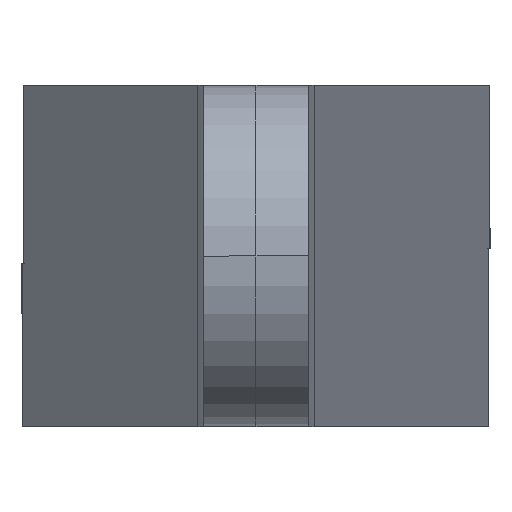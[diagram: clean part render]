
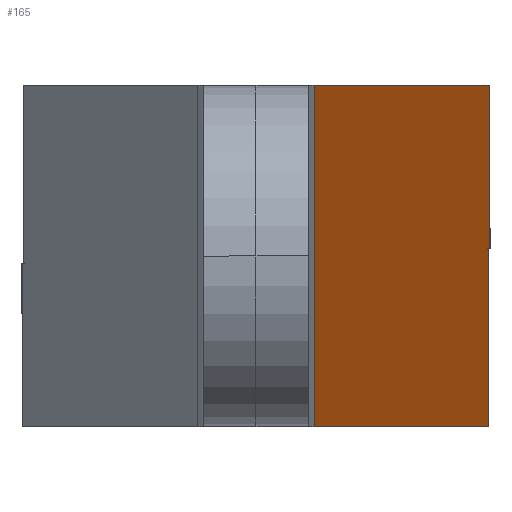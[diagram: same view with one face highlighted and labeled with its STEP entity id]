
A CAD part, front view. The second image highlights one B-rep face of the part: STEP entity #165.
In plain terms, the highlighted planar face has unit normal (0.997, -0.082, 0).
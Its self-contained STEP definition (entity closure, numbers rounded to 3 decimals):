
#65 = CARTESIAN_POINT ( 'NONE',  ( 10.146, -0.836, 0. ) ) ;
#72 = CARTESIAN_POINT ( 'NONE',  ( 10.146, -0.836, 9.2 ) ) ;
#73 = VERTEX_POINT ( 'NONE', #3716 ) ;
#109 = CARTESIAN_POINT ( 'NONE',  ( 10.146, -0.836, 4.8 ) ) ;
#165 = ADVANCED_FACE ( 'Defeature ausgef�hrt1_9', ( #3799 ), #241, .F. ) ;
#241 = PLANE ( 'NONE',  #605 ) ;
#266 = EDGE_CURVE ( 'Defeature ausgef�hrt1_8+Defeature ausgef�hrt1_9+Defeature ausgef�hrt1_18+Defeature ausgef�hrt1_10', #73, #3885, #2960, .T. ) ;
#538 = VECTOR ( 'NONE', #1686, 1000. ) ;
#605 = AXIS2_PLACEMENT_3D ( 'NONE', #3733, #2814, #2526 ) ;
#646 = EDGE_CURVE ( 'Defeature ausgef�hrt1_9+Defeature ausgef�hrt1_16+Defeature ausgef�hrt1_18+Defeature ausgef�hrt1_24', #2631, #3580, #2706, .T. ) ;
#681 = CARTESIAN_POINT ( 'NONE',  ( 1.569, -104.951, 0. ) ) ;
#1014 = VERTEX_POINT ( 'NONE', #2597 ) ;
#1123 = EDGE_CURVE ( 'Defeature ausgef�hrt1_10+Defeature ausgef�hrt1_9+Defeature ausgef�hrt1_8+Defeature ausgef�hrt1_23', #3885, #1014, #2994, .T. ) ;
#1239 = EDGE_CURVE ( 'Defeature ausgef�hrt1_24+Defeature ausgef�hrt1_9+Defeature ausgef�hrt1_23+Defeature ausgef�hrt1_16', #2983, #3580, #1806, .T. ) ;
#1335 = DIRECTION ( 'NONE',  ( 0.082, 0.997, 0. ) ) ;
#1378 = DIRECTION ( 'NONE',  ( -0.082, -0.997, 0. ) ) ;
#1454 = DIRECTION ( 'NONE',  ( 0., 0., -1. ) ) ;
#1533 = ORIENTED_EDGE ( 'NONE', *, *, #1239, .F. ) ;
#1610 = CARTESIAN_POINT ( 'NONE',  ( 6.279, -47.779, 9.2 ) ) ;
#1686 = DIRECTION ( 'NONE',  ( 0., 0., -1. ) ) ;
#1736 = LINE ( 'NONE', #109, #4050 ) ;
#1761 = VECTOR ( 'NONE', #1454, 1000. ) ;
#1789 = CARTESIAN_POINT ( 'NONE',  ( 6.252, -48.104, 9.2 ) ) ;
#1806 = LINE ( 'NONE', #1789, #1761 ) ;
#2199 = CARTESIAN_POINT ( 'NONE',  ( 6.252, -48.104, 4.8 ) ) ;
#2225 = ORIENTED_EDGE ( 'NONE', *, *, #3168, .F. ) ;
#2417 = CARTESIAN_POINT ( 'NONE',  ( 6.252, -48.104, 0. ) ) ;
#2526 = DIRECTION ( 'NONE',  ( -0.082, -0.997, 0. ) ) ;
#2597 = CARTESIAN_POINT ( 'NONE',  ( 6.279, -47.779, 4.8 ) ) ;
#2631 = VERTEX_POINT ( 'NONE', #681 ) ;
#2680 = CARTESIAN_POINT ( 'NONE',  ( 6.279, -47.779, 9.2 ) ) ;
#2697 = ORIENTED_EDGE ( 'NONE', *, *, #646, .T. ) ;
#2706 = LINE ( 'NONE', #65, #2899 ) ;
#2814 = DIRECTION ( 'NONE',  ( -0.997, 0.082, 0. ) ) ;
#2899 = VECTOR ( 'NONE', #1335, 1000. ) ;
#2900 = DIRECTION ( 'NONE',  ( 0.082, 0.997, 0. ) ) ;
#2947 = EDGE_CURVE ( 'Defeature ausgef�hrt1_9+Defeature ausgef�hrt1_18+Defeature ausgef�hrt1_8+Defeature ausgef�hrt1_16', #73, #2631, #3457, .T. ) ;
#2960 = LINE ( 'NONE', #72, #3371 ) ;
#2983 = VERTEX_POINT ( 'NONE', #2199 ) ;
#2994 = LINE ( 'NONE', #2680, #538 ) ;
#3168 = EDGE_CURVE ( 'Defeature ausgef�hrt1_23+Defeature ausgef�hrt1_9+Defeature ausgef�hrt1_10+Defeature ausgef�hrt1_24', #1014, #2983, #1736, .T. ) ;
#3253 = VECTOR ( 'NONE', #4037, 1000. ) ;
#3371 = VECTOR ( 'NONE', #2900, 1000. ) ;
#3457 = LINE ( 'NONE', #4097, #3253 ) ;
#3551 = ORIENTED_EDGE ( 'NONE', *, *, #266, .F. ) ;
#3580 = VERTEX_POINT ( 'NONE', #2417 ) ;
#3716 = CARTESIAN_POINT ( 'NONE',  ( 1.569, -104.951, 9.2 ) ) ;
#3733 = CARTESIAN_POINT ( 'NONE',  ( 10.146, -0.836, 9.2 ) ) ;
#3799 = FACE_OUTER_BOUND ( 'NONE', #4012, .T. ) ;
#3866 = ORIENTED_EDGE ( 'NONE', *, *, #1123, .F. ) ;
#3885 = VERTEX_POINT ( 'NONE', #1610 ) ;
#3926 = ORIENTED_EDGE ( 'NONE', *, *, #2947, .T. ) ;
#4012 = EDGE_LOOP ( 'NONE', ( #1533, #2225, #3866, #3551, #3926, #2697 ) ) ;
#4037 = DIRECTION ( 'NONE',  ( 0., 0., -1. ) ) ;
#4050 = VECTOR ( 'NONE', #1378, 1000. ) ;
#4097 = CARTESIAN_POINT ( 'NONE',  ( 1.569, -104.951, 9.2 ) ) ;
